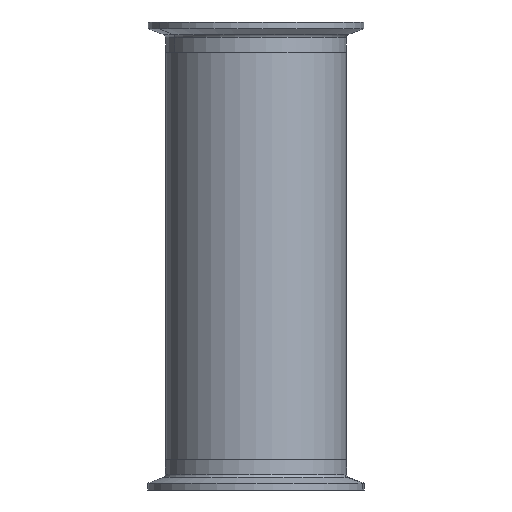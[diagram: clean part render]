
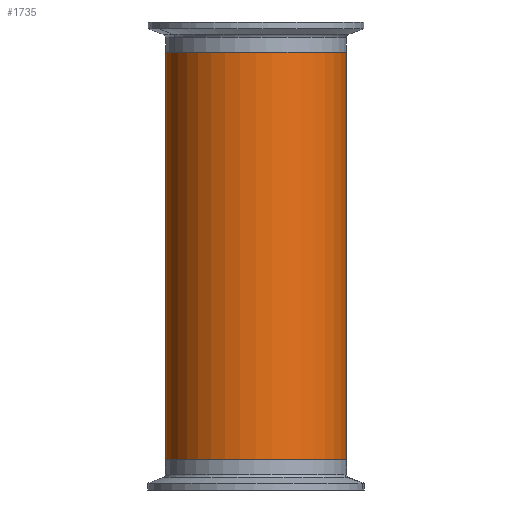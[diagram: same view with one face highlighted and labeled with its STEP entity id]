
A CAD part, front view. The second image highlights one B-rep face of the part: STEP entity #1735.
In plain terms, the highlighted cylindrical face has radius 38.1 mm (diameter 76.2 mm), a partial arc.
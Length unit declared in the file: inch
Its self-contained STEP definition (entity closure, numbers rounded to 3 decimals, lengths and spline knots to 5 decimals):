
#110 = CIRCLE ( 'NONE', #731, 1.5 ) ;
#124 = CARTESIAN_POINT ( 'NONE',  ( -1.5, 0., -3.37402 ) ) ;
#331 = DIRECTION ( 'NONE',  ( 0., 0., -1. ) ) ;
#374 = CARTESIAN_POINT ( 'NONE',  ( 0., 0., 3.37402 ) ) ;
#438 = EDGE_CURVE ( 'NONE', #1893, #769, #1751, .T. ) ;
#472 = EDGE_CURVE ( 'NONE', #1681, #769, #110, .T. ) ;
#530 = AXIS2_PLACEMENT_3D ( 'NONE', #374, #625, #3138 ) ;
#574 = ORIENTED_EDGE ( 'NONE', *, *, #472, .T. ) ;
#625 = DIRECTION ( 'NONE',  ( 0., 0., -1. ) ) ;
#699 = EDGE_LOOP ( 'NONE', ( #3242, #2050, #1971, #574 ) ) ;
#731 = AXIS2_PLACEMENT_3D ( 'NONE', #2715, #3201, #2728 ) ;
#769 = VERTEX_POINT ( 'NONE', #1448 ) ;
#850 = CARTESIAN_POINT ( 'NONE',  ( -1.5, 0., 3.37402 ) ) ;
#904 = CARTESIAN_POINT ( 'NONE',  ( 1.5, 0., 3.37402 ) ) ;
#1137 = DIRECTION ( 'NONE',  ( 0., 0., -1. ) ) ;
#1324 = VECTOR ( 'NONE', #331, 39.37008 ) ;
#1327 = FACE_OUTER_BOUND ( 'NONE', #699, .T. ) ;
#1332 = AXIS2_PLACEMENT_3D ( 'NONE', #2699, #3221, #1692 ) ;
#1427 = CARTESIAN_POINT ( 'NONE',  ( 1.5, 0., 3.37402 ) ) ;
#1448 = CARTESIAN_POINT ( 'NONE',  ( 1.5, 0., -3.37402 ) ) ;
#1566 = VERTEX_POINT ( 'NONE', #2653 ) ;
#1681 = VERTEX_POINT ( 'NONE', #124 ) ;
#1692 = DIRECTION ( 'NONE',  ( 1., 0., 0. ) ) ;
#1723 = EDGE_CURVE ( 'NONE', #1566, #1893, #2617, .T. ) ;
#1735 = ADVANCED_FACE ( 'NONE', ( #1327 ), #2867, .T. ) ;
#1751 = LINE ( 'NONE', #1427, #2378 ) ;
#1893 = VERTEX_POINT ( 'NONE', #904 ) ;
#1971 = ORIENTED_EDGE ( 'NONE', *, *, #2455, .T. ) ;
#2050 = ORIENTED_EDGE ( 'NONE', *, *, #1723, .F. ) ;
#2378 = VECTOR ( 'NONE', #1137, 39.37008 ) ;
#2455 = EDGE_CURVE ( 'NONE', #1566, #1681, #3212, .T. ) ;
#2617 = CIRCLE ( 'NONE', #1332, 1.5 ) ;
#2653 = CARTESIAN_POINT ( 'NONE',  ( -1.5, 0., 3.37402 ) ) ;
#2699 = CARTESIAN_POINT ( 'NONE',  ( 0., 0., 3.37402 ) ) ;
#2715 = CARTESIAN_POINT ( 'NONE',  ( 0., 0., -3.37402 ) ) ;
#2728 = DIRECTION ( 'NONE',  ( 1., 0., 0. ) ) ;
#2867 = CYLINDRICAL_SURFACE ( 'NONE', #530, 1.5 ) ;
#3138 = DIRECTION ( 'NONE',  ( -1., 0., 0. ) ) ;
#3201 = DIRECTION ( 'NONE',  ( 0., 0., 1. ) ) ;
#3212 = LINE ( 'NONE', #850, #1324 ) ;
#3221 = DIRECTION ( 'NONE',  ( 0., 0., 1. ) ) ;
#3242 = ORIENTED_EDGE ( 'NONE', *, *, #438, .F. ) ;
